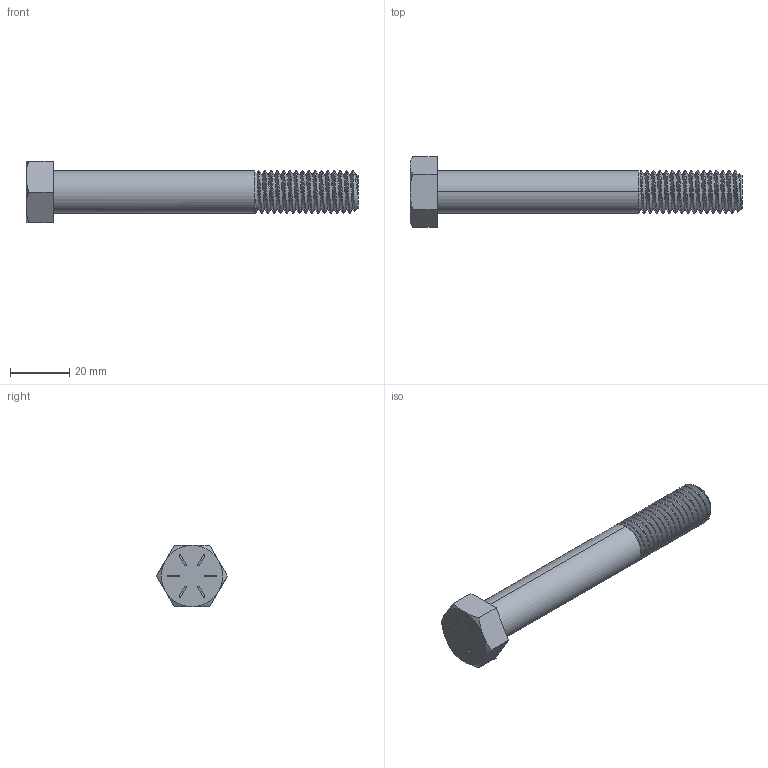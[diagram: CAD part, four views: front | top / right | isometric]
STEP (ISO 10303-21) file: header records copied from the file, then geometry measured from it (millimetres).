
FILE_DESCRIPTION (( 'STEP AP203' ), '1' );
FILE_NAME ('COPY OF BOLT HEX 9_16-12 X 3.25 GRADE 8_1^EYE TO EYE 5 LEAF 60MM SUSPENSION_REV_.step', '2025-08-17T04:51:15', ( '' ), ( '' ), 'SwSTEP 2.0', 'SolidWorks 2024', '' );
FILE_SCHEMA (( 'CONFIG_CONTROL_DESIGN' ));
Length unit declared in the file: inch
Products named in the file (1): COPY OF BOLT HEX 9_16-12 X 3.25 GRADE 8_1^EYE TO EYE 5 LEAF 60MM SUSPENSION_REV_
Bounding box: 111.68 x 23.83 x 20.64 mm (x, y, z)
Volume: 18805.5 mm3; surface area: 6818.1 mm2
Topology: 1 solids, 1 shells, 92 faces, 240 edges, 157 vertices
Faces by surface type: cylinder 50, plane 27, cone 12, bspline 3
Entity records: 6280 total; most frequent: CARTESIAN_POINT 4144, ORIENTED_EDGE 480, DIRECTION 381, EDGE_CURVE 240, VERTEX_POINT 157, AXIS2_PLACEMENT_3D 139, LINE 103, VECTOR 103
